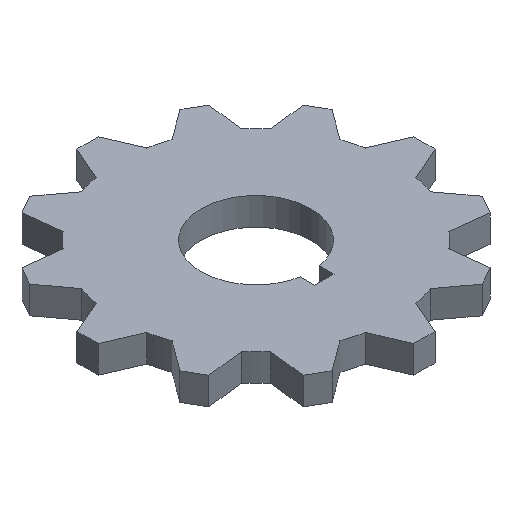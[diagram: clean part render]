
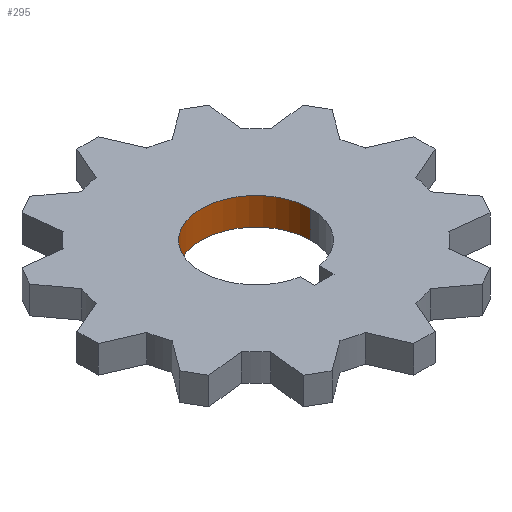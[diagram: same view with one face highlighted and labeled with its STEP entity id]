
A CAD part, isometric view. The second image highlights one B-rep face of the part: STEP entity #295.
In plain terms, the highlighted cylindrical face has radius 20 mm (diameter 40 mm), a partial arc.
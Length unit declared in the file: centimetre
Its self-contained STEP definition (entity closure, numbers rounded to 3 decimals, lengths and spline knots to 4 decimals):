
#65 = CARTESIAN_POINT ( 'NONE',  ( 0., 0., 1. ) ) ;
#81 = DIRECTION ( 'NONE',  ( -1., 0., 0. ) ) ;
#211 = EDGE_CURVE ( 'NONE', #1746, #458, #1260, .T. ) ;
#266 = CARTESIAN_POINT ( 'NONE',  ( -2., 0., 0. ) ) ;
#285 = AXIS2_PLACEMENT_3D ( 'NONE', #65, #1802, #1637 ) ;
#295 = ADVANCED_FACE ( 'NONE', ( #945 ), #1385, .F. ) ;
#354 = DIRECTION ( 'NONE',  ( 0., 0., -1. ) ) ;
#387 = ORIENTED_EDGE ( 'NONE', *, *, #1649, .T. ) ;
#401 = VECTOR ( 'NONE', #1118, 100. ) ;
#428 = ORIENTED_EDGE ( 'NONE', *, *, #211, .T. ) ;
#458 = VERTEX_POINT ( 'NONE', #266 ) ;
#547 = EDGE_CURVE ( 'NONE', #729, #1184, #1310, .T. ) ;
#593 = AXIS2_PLACEMENT_3D ( 'NONE', #624, #354, #81 ) ;
#602 = CARTESIAN_POINT ( 'NONE',  ( -2., 0., 1. ) ) ;
#609 = ORIENTED_EDGE ( 'NONE', *, *, #547, .F. ) ;
#624 = CARTESIAN_POINT ( 'NONE',  ( 0., 0., 1. ) ) ;
#666 = CARTESIAN_POINT ( 'NONE',  ( -2., 0., 1. ) ) ;
#699 = DIRECTION ( 'NONE',  ( 0., 0., -1. ) ) ;
#706 = CIRCLE ( 'NONE', #285, 2. ) ;
#729 = VERTEX_POINT ( 'NONE', #1800 ) ;
#945 = FACE_OUTER_BOUND ( 'NONE', #1529, .T. ) ;
#1058 = AXIS2_PLACEMENT_3D ( 'NONE', #1124, #1854, #1727 ) ;
#1059 = EDGE_CURVE ( 'NONE', #1746, #729, #706, .T. ) ;
#1118 = DIRECTION ( 'NONE',  ( 0., 0., -1. ) ) ;
#1124 = CARTESIAN_POINT ( 'NONE',  ( 0., 0., 0. ) ) ;
#1163 = CARTESIAN_POINT ( 'NONE',  ( 2., 0., 1. ) ) ;
#1184 = VERTEX_POINT ( 'NONE', #1813 ) ;
#1260 = LINE ( 'NONE', #666, #401 ) ;
#1310 = LINE ( 'NONE', #1163, #1865 ) ;
#1338 = ORIENTED_EDGE ( 'NONE', *, *, #1059, .F. ) ;
#1385 = CYLINDRICAL_SURFACE ( 'NONE', #593, 2. ) ;
#1529 = EDGE_LOOP ( 'NONE', ( #609, #1338, #428, #387 ) ) ;
#1637 = DIRECTION ( 'NONE',  ( -1., 0., 0. ) ) ;
#1649 = EDGE_CURVE ( 'NONE', #458, #1184, #1716, .T. ) ;
#1716 = CIRCLE ( 'NONE', #1058, 2. ) ;
#1727 = DIRECTION ( 'NONE',  ( -1., 0., 0. ) ) ;
#1746 = VERTEX_POINT ( 'NONE', #602 ) ;
#1800 = CARTESIAN_POINT ( 'NONE',  ( 2., 0., 1. ) ) ;
#1802 = DIRECTION ( 'NONE',  ( 0., 0., -1. ) ) ;
#1813 = CARTESIAN_POINT ( 'NONE',  ( 2., 0., 0. ) ) ;
#1854 = DIRECTION ( 'NONE',  ( 0., 0., -1. ) ) ;
#1865 = VECTOR ( 'NONE', #699, 100. ) ;
